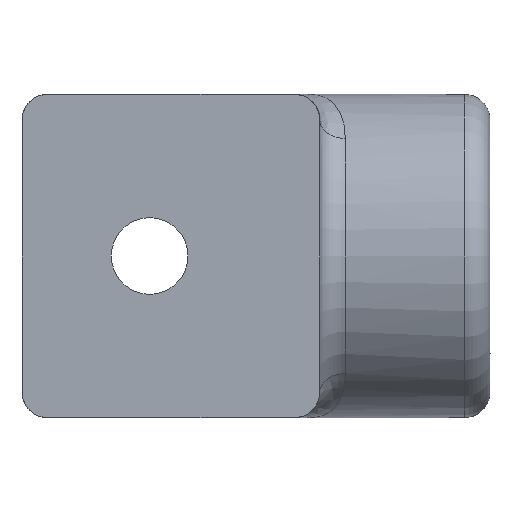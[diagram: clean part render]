
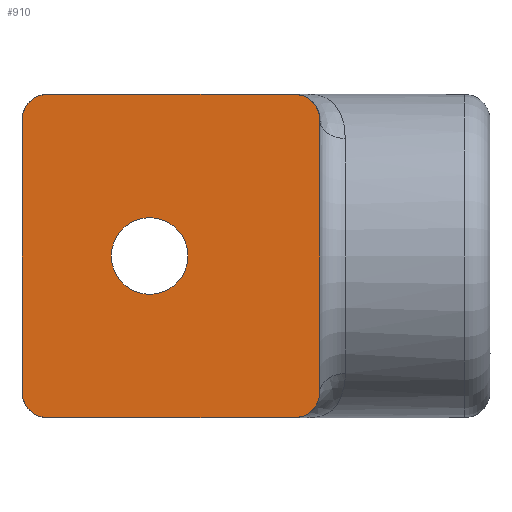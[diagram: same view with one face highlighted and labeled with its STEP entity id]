
A CAD part, front view. The second image highlights one B-rep face of the part: STEP entity #910.
In plain terms, the highlighted planar face has unit normal (0, -1, 0).
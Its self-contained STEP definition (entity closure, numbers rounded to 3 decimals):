
#10=CARTESIAN_POINT('',(27.25,0.,19.));
#20=DIRECTION('',(0.,-1.,0.));
#30=DIRECTION('',(1.,0.,0.));
#40=AXIS2_PLACEMENT_3D('',#10,#20,#30);
#50=PLANE('',#40);
#60=CARTESIAN_POINT('',(15.,0.,19.));
#70=DIRECTION('',(0.,1.,0.));
#80=DIRECTION('',(0.,0.,1.));
#90=AXIS2_PLACEMENT_3D('',#60,#70,#80);
#100=CIRCLE('',#90,4.5);
#110=CARTESIAN_POINT('',(15.,0.,23.5));
#120=VERTEX_POINT('',#110);
#130=CARTESIAN_POINT('',(15.,0.,14.5));
#140=VERTEX_POINT('',#130);
#150=EDGE_CURVE('',#120,#140,#100,.T.);
#160=ORIENTED_EDGE('',*,*,#150,.T.);
#170=EDGE_CURVE('',#140,#120,#100,.T.);
#180=ORIENTED_EDGE('',*,*,#170,.T.);
#190=EDGE_LOOP('',(#180,#160));
#200=FACE_BOUND('',#190,.T.);
#210=CARTESIAN_POINT('',(3.,0.,3.));
#220=DIRECTION('',(0.,1.,0.));
#230=DIRECTION('',(-1.,0.,0.));
#240=AXIS2_PLACEMENT_3D('',#210,#220,#230);
#250=CIRCLE('',#240,3.);
#260=CARTESIAN_POINT('',(3.,0.,0.));
#270=VERTEX_POINT('',#260);
#280=CARTESIAN_POINT('',(0.,0.,3.));
#290=VERTEX_POINT('',#280);
#300=EDGE_CURVE('',#270,#290,#250,.T.);
#310=ORIENTED_EDGE('',*,*,#300,.F.);
#320=CARTESIAN_POINT('',(0.,0.,0.));
#330=DIRECTION('',(0.,0.,1.));
#340=VECTOR('',#330,1.);
#350=LINE('',#320,#340);
#360=CARTESIAN_POINT('',(0.,0.,35.));
#370=VERTEX_POINT('',#360);
#380=EDGE_CURVE('',#290,#370,#350,.T.);
#390=ORIENTED_EDGE('',*,*,#380,.F.);
#400=CARTESIAN_POINT('',(3.,0.,35.));
#410=DIRECTION('',(0.,-1.,0.));
#420=DIRECTION('',(1.,0.,0.));
#430=AXIS2_PLACEMENT_3D('',#400,#410,#420);
#440=CIRCLE('',#430,3.);
#450=CARTESIAN_POINT('',(3.,0.,38.));
#460=VERTEX_POINT('',#450);
#470=EDGE_CURVE('',#460,#370,#440,.T.);
#480=ORIENTED_EDGE('',*,*,#470,.T.);
#490=CARTESIAN_POINT('',(0.,0.,38.));
#500=DIRECTION('',(1.,0.,0.));
#510=VECTOR('',#500,1.);
#520=LINE('',#490,#510);
#530=CARTESIAN_POINT('',(32.,0.,38.));
#540=VERTEX_POINT('',#530);
#550=EDGE_CURVE('',#460,#540,#520,.T.);
#560=ORIENTED_EDGE('',*,*,#550,.F.);
#570=CARTESIAN_POINT('',(32.,0.,35.));
#580=DIRECTION('',(0.,-1.,0.));
#590=DIRECTION('',(1.,0.,0.));
#600=AXIS2_PLACEMENT_3D('',#570,#580,#590);
#610=CIRCLE('',#600,3.);
#620=CARTESIAN_POINT('',(35.,0.,35.));
#630=VERTEX_POINT('',#620);
#640=EDGE_CURVE('',#630,#540,#610,.T.);
#650=ORIENTED_EDGE('',*,*,#640,.T.);
#660=CARTESIAN_POINT('',(35.,0.,38.));
#670=DIRECTION('',(0.,0.,-1.));
#680=VECTOR('',#670,1.);
#690=LINE('',#660,#680);
#700=CARTESIAN_POINT('',(35.,0.,3.));
#710=VERTEX_POINT('',#700);
#720=EDGE_CURVE('',#630,#710,#690,.T.);
#730=ORIENTED_EDGE('',*,*,#720,.F.);
#740=CARTESIAN_POINT('',(32.,0.,3.));
#750=DIRECTION('',(0.,-1.,0.));
#760=DIRECTION('',(1.,0.,0.));
#770=AXIS2_PLACEMENT_3D('',#740,#750,#760);
#780=CIRCLE('',#770,3.);
#790=CARTESIAN_POINT('',(32.,0.,0.));
#800=VERTEX_POINT('',#790);
#810=EDGE_CURVE('',#800,#710,#780,.T.);
#820=ORIENTED_EDGE('',*,*,#810,.T.);
#830=CARTESIAN_POINT('',(35.,0.,0.));
#840=DIRECTION('',(-1.,0.,0.));
#850=VECTOR('',#840,1.);
#860=LINE('',#830,#850);
#870=EDGE_CURVE('',#800,#270,#860,.T.);
#880=ORIENTED_EDGE('',*,*,#870,.F.);
#890=EDGE_LOOP('',(#880,#820,#730,#650,#560,#480,#390,#310));
#900=FACE_OUTER_BOUND('',#890,.T.);
#910=ADVANCED_FACE('',(#200,#900),#50,.T.);
